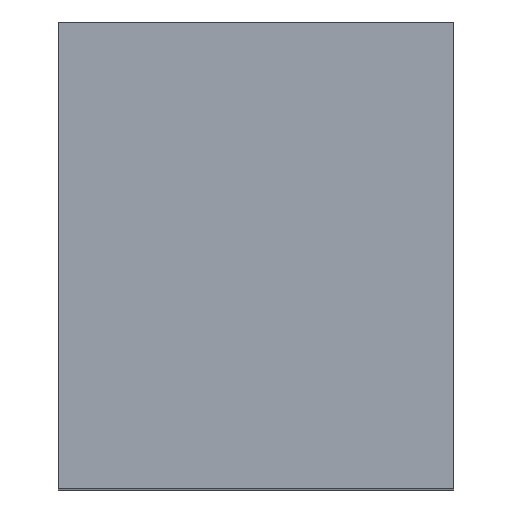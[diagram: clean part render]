
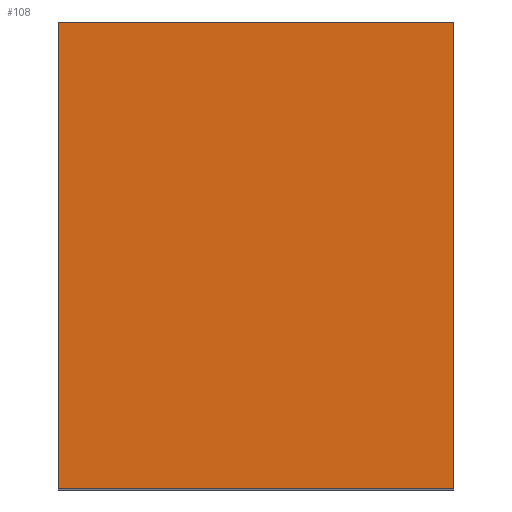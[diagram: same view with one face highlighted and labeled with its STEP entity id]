
A CAD part, top view. The second image highlights one B-rep face of the part: STEP entity #108.
In plain terms, the highlighted planar face has unit normal (0, 0, 1).
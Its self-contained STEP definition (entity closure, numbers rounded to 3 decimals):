
#22=FACE_OUTER_BOUND('',#28,.T.);
#28=EDGE_LOOP('',(#90,#91,#92,#93));
#32=LINE('',#173,#44);
#35=LINE('',#179,#47);
#38=LINE('',#185,#50);
#41=LINE('',#189,#53);
#44=VECTOR('',#145,10.);
#47=VECTOR('',#150,10.);
#50=VECTOR('',#155,10.);
#53=VECTOR('',#160,10.);
#56=VERTEX_POINT('',#170);
#57=VERTEX_POINT('',#172);
#59=VERTEX_POINT('',#178);
#61=VERTEX_POINT('',#184);
#64=EDGE_CURVE('',#57,#56,#32,.T.);
#67=EDGE_CURVE('',#59,#57,#35,.T.);
#70=EDGE_CURVE('',#61,#59,#38,.T.);
#73=EDGE_CURVE('',#56,#61,#41,.T.);
#90=ORIENTED_EDGE('',*,*,#73,.T.);
#91=ORIENTED_EDGE('',*,*,#70,.T.);
#92=ORIENTED_EDGE('',*,*,#67,.T.);
#93=ORIENTED_EDGE('',*,*,#64,.T.);
#102=PLANE('',#137);
#108=ADVANCED_FACE('',(#22),#102,.T.);
#137=AXIS2_PLACEMENT_3D('',#190,#161,#162);
#145=DIRECTION('',(1.,0.,0.));
#150=DIRECTION('',(0.,-1.,0.));
#155=DIRECTION('',(-1.,0.,0.));
#160=DIRECTION('',(0.,1.,0.));
#161=DIRECTION('center_axis',(0.,0.,1.));
#162=DIRECTION('ref_axis',(1.,0.,0.));
#170=CARTESIAN_POINT('',(195.,0.,500.));
#172=CARTESIAN_POINT('',(0.,0.,500.));
#173=CARTESIAN_POINT('',(0.,0.,500.));
#178=CARTESIAN_POINT('',(0.,230.,500.));
#179=CARTESIAN_POINT('',(0.,230.,500.));
#184=CARTESIAN_POINT('',(195.,230.,500.));
#185=CARTESIAN_POINT('',(195.,230.,500.));
#189=CARTESIAN_POINT('',(195.,0.,500.));
#190=CARTESIAN_POINT('Origin',(97.5,115.,500.));
